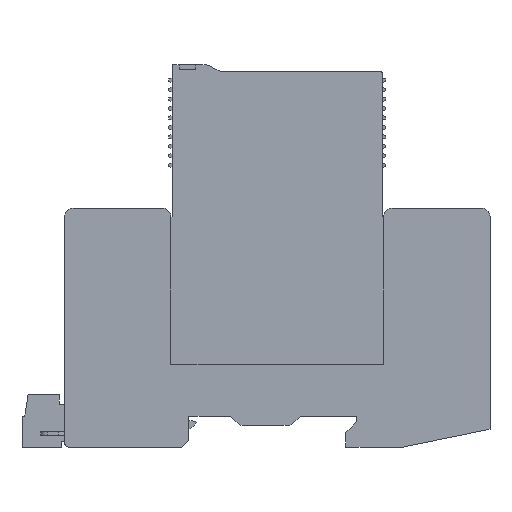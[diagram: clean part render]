
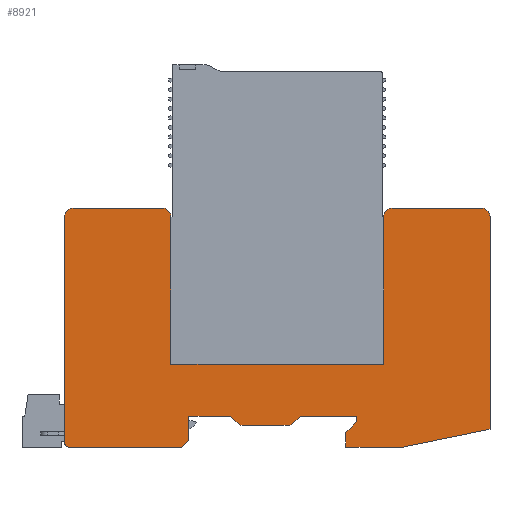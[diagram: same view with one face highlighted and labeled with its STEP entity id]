
A CAD part, front view. The second image highlights one B-rep face of the part: STEP entity #8921.
In plain terms, the highlighted planar face has unit normal (0, -1, 0).
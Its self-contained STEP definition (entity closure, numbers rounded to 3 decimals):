
#7590=DIRECTION('',(1.,0.,0.));
#7591=VECTOR('',#7590,18.9);
#7592=CARTESIAN_POINT('',(-56.19,-22.7,
45.496));
#7593=LINE('',#7592,#7591);
#7597=CARTESIAN_POINT('',(-37.29,-22.7,
43.696));
#7598=DIRECTION('',(0.,1.,0.));
#7599=DIRECTION('',(0.,0.,1.));
#7600=AXIS2_PLACEMENT_3D('',#7597,#7598,#7599);
#7605=DIRECTION('',(0.,0.,-1.));
#7606=VECTOR('',#7605,31.3);
#7607=CARTESIAN_POINT('',(-35.49,-22.7,
43.696));
#7608=LINE('',#7607,#7606);
#7612=DIRECTION('',(1.,0.,0.));
#7613=VECTOR('',#7612,45.);
#7614=CARTESIAN_POINT('',(-35.49,-22.7,
12.396));
#7615=LINE('',#7614,#7613);
#7619=DIRECTION('',(0.,0.,1.));
#7620=VECTOR('',#7619,31.3);
#7621=CARTESIAN_POINT('',(9.51,-22.7,12.396));
#7622=LINE('',#7621,#7620);
#7626=CARTESIAN_POINT('',(11.31,-22.7,43.696));
#7627=DIRECTION('',(0.,1.,0.));
#7628=DIRECTION('',(-1.,0.,0.));
#7629=AXIS2_PLACEMENT_3D('',#7626,#7627,#7628);
#7634=DIRECTION('',(1.,0.,0.));
#7635=VECTOR('',#7634,18.9);
#7636=CARTESIAN_POINT('',(11.31,-22.7,45.496));
#7637=LINE('',#7636,#7635);
#7641=CARTESIAN_POINT('',(30.21,-22.7,43.696));
#7642=DIRECTION('',(0.,1.,0.));
#7643=DIRECTION('',(0.,0.,1.));
#7644=AXIS2_PLACEMENT_3D('',#7641,#7642,#7643);
#7649=DIRECTION('',(0.,0.,-1.));
#7650=VECTOR('',#7649,45.);
#7651=CARTESIAN_POINT('',(32.01,-22.7,43.696));
#7652=LINE('',#7651,#7650);
#7656=DIRECTION('',(-0.98,0.,-0.201));
#7657=VECTOR('',#7656,18.886);
#7658=CARTESIAN_POINT('',(32.01,-22.7,
-1.304));
#7659=LINE('',#7658,#7657);
#7663=DIRECTION('',(-1.,0.,0.));
#7664=VECTOR('',#7663,12.);
#7665=CARTESIAN_POINT('',(13.51,-22.7,
-5.104));
#7666=LINE('',#7665,#7664);
#7670=DIRECTION('',(0.,0.,1.));
#7671=VECTOR('',#7670,3.1);
#7672=CARTESIAN_POINT('',(1.51,-22.7,
-5.104));
#7673=LINE('',#7672,#7671);
#7677=DIRECTION('',(0.707,0.,0.707));
#7678=VECTOR('',#7677,3.253);
#7679=CARTESIAN_POINT('',(1.51,-22.7,
-2.004));
#7680=LINE('',#7679,#7678);
#7684=DIRECTION('',(0.,0.,1.));
#7685=VECTOR('',#7684,1.2);
#7686=CARTESIAN_POINT('',(3.81,-22.7,
0.296));
#7687=LINE('',#7686,#7685);
#7691=DIRECTION('',(-1.,0.,0.));
#7692=VECTOR('',#7691,11.911);
#7693=CARTESIAN_POINT('',(3.81,-22.7,1.496));
#7694=LINE('',#7693,#7692);
#7698=DIRECTION('',(-0.707,0.,-0.707));
#7699=VECTOR('',#7698,2.);
#7700=CARTESIAN_POINT('',(-8.101,-22.7,
1.496));
#7701=LINE('',#7700,#7699);
#7705=CARTESIAN_POINT('',(-10.93,-22.7,
1.496));
#7706=DIRECTION('',(0.,1.,0.));
#7707=DIRECTION('',(0.707,0.,-0.707));
#7708=AXIS2_PLACEMENT_3D('',#7705,#7706,#7707);
#7713=DIRECTION('',(-1.,0.,0.));
#7714=VECTOR('',#7713,9.146);
#7715=CARTESIAN_POINT('',(-10.93,-22.7,
-0.504));
#7716=LINE('',#7715,#7714);
#7720=CARTESIAN_POINT('',(-20.076,-22.7,
1.496));
#7721=DIRECTION('',(0.,1.,0.));
#7722=DIRECTION('',(0.,0.,-1.));
#7723=AXIS2_PLACEMENT_3D('',#7720,#7721,#7722);
#7728=DIRECTION('',(-0.707,0.,0.707));
#7729=VECTOR('',#7728,2.);
#7730=CARTESIAN_POINT('',(-21.49,-22.7,
0.082));
#7731=LINE('',#7730,#7729);
#7735=DIRECTION('',(-1.,0.,0.));
#7736=VECTOR('',#7735,8.786);
#7737=CARTESIAN_POINT('',(-22.904,-22.7,
1.496));
#7738=LINE('',#7737,#7736);
#7742=DIRECTION('',(0.,0.,-1.));
#7743=VECTOR('',#7742,5.1);
#7744=CARTESIAN_POINT('',(-31.69,-22.7,
1.496));
#7745=LINE('',#7744,#7743);
#7749=DIRECTION('',(-0.707,0.,-0.707));
#7750=VECTOR('',#7749,2.121);
#7751=CARTESIAN_POINT('',(-31.69,-22.7,
-3.604));
#7752=LINE('',#7751,#7750);
#7756=DIRECTION('',(-1.,0.,0.));
#7757=VECTOR('',#7756,23.8);
#7758=CARTESIAN_POINT('',(-33.19,-22.7,
-5.104));
#7759=LINE('',#7758,#7757);
#7763=CARTESIAN_POINT('',(-56.99,-22.7,
-4.104));
#7764=DIRECTION('',(0.,1.,0.));
#7765=DIRECTION('',(0.,0.,-1.));
#7766=AXIS2_PLACEMENT_3D('',#7763,#7764,#7765);
#7771=DIRECTION('',(0.,0.,1.));
#7772=VECTOR('',#7771,47.8);
#7773=CARTESIAN_POINT('',(-57.99,-22.7,
-4.104));
#7774=LINE('',#7773,#7772);
#7778=CARTESIAN_POINT('',(-56.19,-22.7,
43.696));
#7779=DIRECTION('',(0.,1.,0.));
#7780=DIRECTION('',(-1.,0.,0.));
#7781=AXIS2_PLACEMENT_3D('',#7778,#7779,#7780);
#8547=CARTESIAN_POINT('',(-33.19,-22.7,
-5.104));
#8548=VERTEX_POINT('',#8547);
#8549=CARTESIAN_POINT('',(-31.69,-22.7,
-3.604));
#8550=VERTEX_POINT('',#8549);
#8601=CARTESIAN_POINT('',(-35.49,-22.7,
43.696));
#8602=VERTEX_POINT('',#8601);
#8603=CARTESIAN_POINT('',(-35.49,-22.7,
12.396));
#8604=VERTEX_POINT('',#8603);
#8605=CARTESIAN_POINT('',(-37.29,-22.7,
45.496));
#8606=VERTEX_POINT('',#8605);
#8607=CARTESIAN_POINT('',(-56.19,-22.7,
45.496));
#8608=VERTEX_POINT('',#8607);
#8609=CARTESIAN_POINT('',(9.51,-22.7,12.396));
#8610=VERTEX_POINT('',#8609);
#8611=CARTESIAN_POINT('',(9.51,-22.7,43.696));
#8612=VERTEX_POINT('',#8611);
#8613=CARTESIAN_POINT('',(11.31,-22.7,45.496));
#8614=VERTEX_POINT('',#8613);
#8615=CARTESIAN_POINT('',(30.21,-22.7,45.496));
#8616=VERTEX_POINT('',#8615);
#8617=CARTESIAN_POINT('',(32.01,-22.7,43.696));
#8618=VERTEX_POINT('',#8617);
#8619=CARTESIAN_POINT('',(32.01,-22.7,
-1.304));
#8620=VERTEX_POINT('',#8619);
#8621=CARTESIAN_POINT('',(13.51,-22.7,
-5.104));
#8622=VERTEX_POINT('',#8621);
#8623=CARTESIAN_POINT('',(1.51,-22.7,
-5.104));
#8624=VERTEX_POINT('',#8623);
#8625=CARTESIAN_POINT('',(1.51,-22.7,
-2.004));
#8626=VERTEX_POINT('',#8625);
#8627=CARTESIAN_POINT('',(3.81,-22.7,
0.296));
#8628=VERTEX_POINT('',#8627);
#8629=CARTESIAN_POINT('',(3.81,-22.7,1.496));
#8630=VERTEX_POINT('',#8629);
#8631=CARTESIAN_POINT('',(-8.101,-22.7,
1.496));
#8632=VERTEX_POINT('',#8631);
#8633=CARTESIAN_POINT('',(-9.515,-22.7,
0.082));
#8634=VERTEX_POINT('',#8633);
#8635=CARTESIAN_POINT('',(-10.93,-22.7,
-0.504));
#8636=VERTEX_POINT('',#8635);
#8637=CARTESIAN_POINT('',(-20.076,-22.7,
-0.504));
#8638=VERTEX_POINT('',#8637);
#8639=CARTESIAN_POINT('',(-21.49,-22.7,
0.082));
#8640=VERTEX_POINT('',#8639);
#8641=CARTESIAN_POINT('',(-22.904,-22.7,
1.496));
#8642=VERTEX_POINT('',#8641);
#8643=CARTESIAN_POINT('',(-31.69,-22.7,
1.496));
#8644=VERTEX_POINT('',#8643);
#8645=CARTESIAN_POINT('',(-56.99,-22.7,
-5.104));
#8646=VERTEX_POINT('',#8645);
#8647=CARTESIAN_POINT('',(-57.99,-22.7,
-4.104));
#8648=VERTEX_POINT('',#8647);
#8649=CARTESIAN_POINT('',(-57.99,-22.7,
43.696));
#8650=VERTEX_POINT('',#8649);
#8863=CARTESIAN_POINT('',(-46.74,-22.7,
19.796));
#8864=DIRECTION('',(0.,-1.,0.));
#8865=DIRECTION('',(0.,0.,-1.));
#8866=AXIS2_PLACEMENT_3D('',#8863,#8864,#8865);
#8867=PLANE('',#8866);
#8869=ORIENTED_EDGE('',*,*,#8868,.T.);
#8870=ORIENTED_EDGE('',*,*,#8855,.T.);
#8871=ORIENTED_EDGE('',*,*,#8844,.T.);
#8873=ORIENTED_EDGE('',*,*,#8872,.T.);
#8875=ORIENTED_EDGE('',*,*,#8874,.T.);
#8877=ORIENTED_EDGE('',*,*,#8876,.T.);
#8879=ORIENTED_EDGE('',*,*,#8878,.T.);
#8881=ORIENTED_EDGE('',*,*,#8880,.T.);
#8883=ORIENTED_EDGE('',*,*,#8882,.T.);
#8885=ORIENTED_EDGE('',*,*,#8884,.T.);
#8887=ORIENTED_EDGE('',*,*,#8886,.T.);
#8889=ORIENTED_EDGE('',*,*,#8888,.T.);
#8891=ORIENTED_EDGE('',*,*,#8890,.T.);
#8893=ORIENTED_EDGE('',*,*,#8892,.T.);
#8895=ORIENTED_EDGE('',*,*,#8894,.T.);
#8897=ORIENTED_EDGE('',*,*,#8896,.T.);
#8899=ORIENTED_EDGE('',*,*,#8898,.T.);
#8901=ORIENTED_EDGE('',*,*,#8900,.T.);
#8903=ORIENTED_EDGE('',*,*,#8902,.T.);
#8905=ORIENTED_EDGE('',*,*,#8904,.T.);
#8907=ORIENTED_EDGE('',*,*,#8906,.T.);
#8909=ORIENTED_EDGE('',*,*,#8908,.T.);
#8910=ORIENTED_EDGE('',*,*,#8766,.T.);
#8912=ORIENTED_EDGE('',*,*,#8911,.T.);
#8914=ORIENTED_EDGE('',*,*,#8913,.T.);
#8916=ORIENTED_EDGE('',*,*,#8915,.T.);
#8918=ORIENTED_EDGE('',*,*,#8917,.T.);
#8919=EDGE_LOOP('',(#8869,#8870,#8871,#8873,#8875,#8877,#8879,#8881,#8883,#8885,
#8887,#8889,#8891,#8893,#8895,#8897,#8899,#8901,#8903,#8905,#8907,#8909,#8910,
#8912,#8914,#8916,#8918));
#8920=FACE_OUTER_BOUND('',#8919,.F.);
#7601=CIRCLE('',#7600,1.8);
#7630=CIRCLE('',#7629,1.8);
#7645=CIRCLE('',#7644,1.8);
#7709=CIRCLE('',#7708,2.);
#7724=CIRCLE('',#7723,2.);
#7767=CIRCLE('',#7766,1.);
#7782=CIRCLE('',#7781,1.8);
#8766=EDGE_CURVE('',#8550,#8548,#7752,.T.);
#8844=EDGE_CURVE('',#8602,#8604,#7608,.T.);
#8855=EDGE_CURVE('',#8606,#8602,#7601,.T.);
#8868=EDGE_CURVE('',#8608,#8606,#7593,.T.);
#8872=EDGE_CURVE('',#8604,#8610,#7615,.T.);
#8874=EDGE_CURVE('',#8610,#8612,#7622,.T.);
#8876=EDGE_CURVE('',#8612,#8614,#7630,.T.);
#8878=EDGE_CURVE('',#8614,#8616,#7637,.T.);
#8880=EDGE_CURVE('',#8616,#8618,#7645,.T.);
#8882=EDGE_CURVE('',#8618,#8620,#7652,.T.);
#8884=EDGE_CURVE('',#8620,#8622,#7659,.T.);
#8886=EDGE_CURVE('',#8622,#8624,#7666,.T.);
#8888=EDGE_CURVE('',#8624,#8626,#7673,.T.);
#8890=EDGE_CURVE('',#8626,#8628,#7680,.T.);
#8892=EDGE_CURVE('',#8628,#8630,#7687,.T.);
#8894=EDGE_CURVE('',#8630,#8632,#7694,.T.);
#8896=EDGE_CURVE('',#8632,#8634,#7701,.T.);
#8898=EDGE_CURVE('',#8634,#8636,#7709,.T.);
#8900=EDGE_CURVE('',#8636,#8638,#7716,.T.);
#8902=EDGE_CURVE('',#8638,#8640,#7724,.T.);
#8904=EDGE_CURVE('',#8640,#8642,#7731,.T.);
#8906=EDGE_CURVE('',#8642,#8644,#7738,.T.);
#8908=EDGE_CURVE('',#8644,#8550,#7745,.T.);
#8911=EDGE_CURVE('',#8548,#8646,#7759,.T.);
#8913=EDGE_CURVE('',#8646,#8648,#7767,.T.);
#8915=EDGE_CURVE('',#8648,#8650,#7774,.T.);
#8917=EDGE_CURVE('',#8650,#8608,#7782,.T.);
#8921=ADVANCED_FACE('',(#8920),#8867,.T.);
